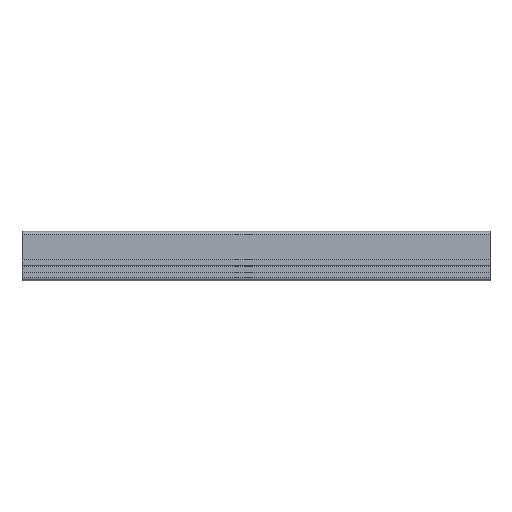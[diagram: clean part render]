
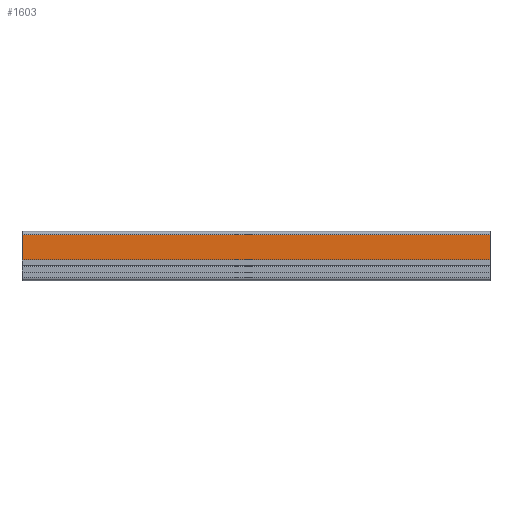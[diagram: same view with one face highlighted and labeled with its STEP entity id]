
A CAD part, left-side view. The second image highlights one B-rep face of the part: STEP entity #1603.
In plain terms, the highlighted planar face has unit normal (-1, 0, 0).
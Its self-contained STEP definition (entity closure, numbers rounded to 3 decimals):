
#153=FACE_OUTER_BOUND('',#233,.T.);
#233=EDGE_LOOP('',(#1265,#1266,#1267,#1268));
#399=LINE('',#2582,#585);
#400=LINE('',#2585,#586);
#401=LINE('',#2587,#587);
#402=LINE('',#2588,#588);
#585=VECTOR('',#2117,10.);
#586=VECTOR('',#2120,10.);
#587=VECTOR('',#2121,10.);
#588=VECTOR('',#2122,10.);
#751=VERTEX_POINT('',#2578);
#752=VERTEX_POINT('',#2580);
#753=VERTEX_POINT('',#2584);
#754=VERTEX_POINT('',#2586);
#969=EDGE_CURVE('',#751,#752,#399,.T.);
#970=EDGE_CURVE('',#753,#751,#400,.T.);
#971=EDGE_CURVE('',#754,#752,#401,.T.);
#972=EDGE_CURVE('',#753,#754,#402,.T.);
#1265=ORIENTED_EDGE('',*,*,#970,.T.);
#1266=ORIENTED_EDGE('',*,*,#969,.T.);
#1267=ORIENTED_EDGE('',*,*,#971,.F.);
#1268=ORIENTED_EDGE('',*,*,#972,.F.);
#1526=PLANE('',#1739);
#1603=ADVANCED_FACE('',(#153),#1526,.T.);
#1739=AXIS2_PLACEMENT_3D('',#2583,#2118,#2119);
#2117=DIRECTION('',(0.,-1.,0.));
#2118=DIRECTION('center_axis',(-1.,0.,0.));
#2119=DIRECTION('ref_axis',(0.,0.,-1.));
#2120=DIRECTION('',(0.,0.,-1.));
#2121=DIRECTION('',(0.,0.,-1.));
#2122=DIRECTION('',(0.,-1.,0.));
#2578=CARTESIAN_POINT('',(0.,-1000.,13.677));
#2580=CARTESIAN_POINT('',(0.,-1304.8,13.677));
#2582=CARTESIAN_POINT('',(0.,-1000.,13.677));
#2583=CARTESIAN_POINT('Origin',(0.,-1000.,30.));
#2584=CARTESIAN_POINT('',(0.,-1000.,30.));
#2585=CARTESIAN_POINT('',(0.,-1000.,30.));
#2586=CARTESIAN_POINT('',(0.,-1304.8,30.));
#2587=CARTESIAN_POINT('',(0.,-1304.8,30.));
#2588=CARTESIAN_POINT('',(0.,-1000.,30.));
